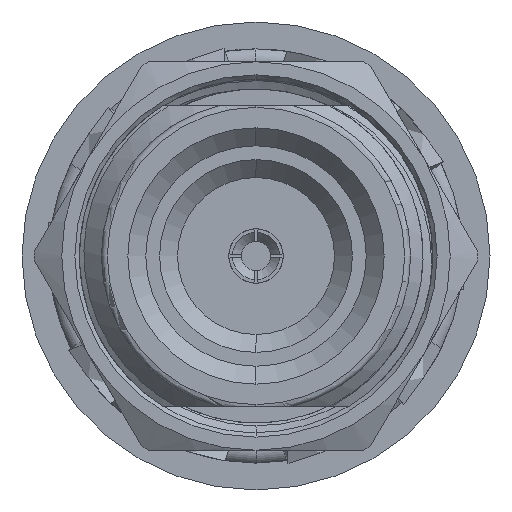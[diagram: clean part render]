
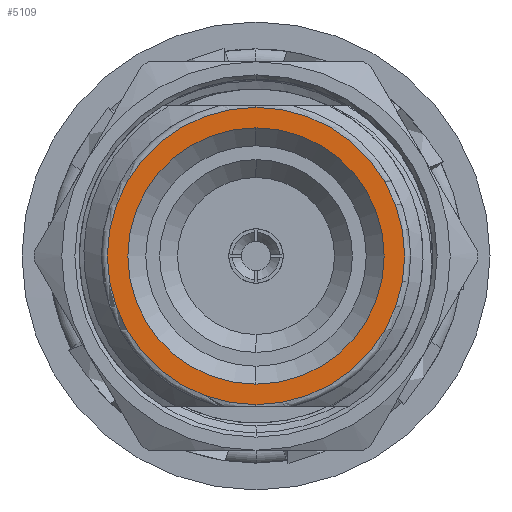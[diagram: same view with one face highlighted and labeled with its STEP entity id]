
A CAD part, left-side view. The second image highlights one B-rep face of the part: STEP entity #5109.
In plain terms, the highlighted planar face has unit normal (-1, 0, 0).
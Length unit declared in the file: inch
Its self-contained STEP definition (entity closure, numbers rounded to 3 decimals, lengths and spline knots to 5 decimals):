
#4001 = VERTEX_POINT ( 'NONE', #78529 ) ;
#5036 = DIRECTION ( 'NONE',  ( 0., 0., 1. ) ) ;
#5109 = ADVANCED_FACE ( 'NONE', ( #83207, #10207 ), #55916, .T. ) ;
#7559 = DIRECTION ( 'NONE',  ( 0., 0., -1. ) ) ;
#10207 = FACE_BOUND ( 'NONE', #31474, .T. ) ;
#11712 = DIRECTION ( 'NONE',  ( 0., 0., -1. ) ) ;
#13406 = AXIS2_PLACEMENT_3D ( 'NONE', #57889, #25435, #95954 ) ;
#14708 = CARTESIAN_POINT ( 'NONE',  ( 0., 0., 0.33144 ) ) ;
#16813 = DIRECTION ( 'NONE',  ( -1., 0., 0. ) ) ;
#17096 = AXIS2_PLACEMENT_3D ( 'NONE', #93991, #94344, #7559 ) ;
#19911 = CARTESIAN_POINT ( 'NONE',  ( 0., 0., 0. ) ) ;
#22389 = CIRCLE ( 'NONE', #13406, 0.2857 ) ;
#24797 = CARTESIAN_POINT ( 'NONE',  ( 0., 0., 0. ) ) ;
#25144 = DIRECTION ( 'NONE',  ( 0., 0., 1. ) ) ;
#25435 = DIRECTION ( 'NONE',  ( 1., 0., 0. ) ) ;
#26928 = EDGE_CURVE ( 'NONE', #50371, #58408, #22389, .T. ) ;
#28595 = DIRECTION ( 'NONE',  ( 1., 0., 0. ) ) ;
#31474 = EDGE_LOOP ( 'NONE', ( #69569, #76960 ) ) ;
#33808 = EDGE_CURVE ( 'NONE', #93160, #4001, #76611, .T. ) ;
#44655 = ORIENTED_EDGE ( 'NONE', *, *, #33808, .F. ) ;
#44707 = EDGE_CURVE ( 'NONE', #4001, #93160, #50429, .T. ) ;
#44786 = EDGE_LOOP ( 'NONE', ( #57791, #44655 ) ) ;
#46043 = AXIS2_PLACEMENT_3D ( 'NONE', #90552, #83282, #11712 ) ;
#48319 = AXIS2_PLACEMENT_3D ( 'NONE', #24797, #16813, #25144 ) ;
#49643 = AXIS2_PLACEMENT_3D ( 'NONE', #19911, #28595, #5036 ) ;
#50371 = VERTEX_POINT ( 'NONE', #85095 ) ;
#50429 = CIRCLE ( 'NONE', #17096, 0.33144 ) ;
#55916 = PLANE ( 'NONE',  #48319 ) ;
#57791 = ORIENTED_EDGE ( 'NONE', *, *, #44707, .F. ) ;
#57889 = CARTESIAN_POINT ( 'NONE',  ( 0., 0., 0. ) ) ;
#58408 = VERTEX_POINT ( 'NONE', #80603 ) ;
#69569 = ORIENTED_EDGE ( 'NONE', *, *, #26928, .T. ) ;
#74671 = CIRCLE ( 'NONE', #49643, 0.2857 ) ;
#76611 = CIRCLE ( 'NONE', #46043, 0.33144 ) ;
#76960 = ORIENTED_EDGE ( 'NONE', *, *, #78611, .T. ) ;
#78529 = CARTESIAN_POINT ( 'NONE',  ( 0., 0., -0.33144 ) ) ;
#78611 = EDGE_CURVE ( 'NONE', #58408, #50371, #74671, .T. ) ;
#80603 = CARTESIAN_POINT ( 'NONE',  ( 0., 0., -0.2857 ) ) ;
#83207 = FACE_OUTER_BOUND ( 'NONE', #44786, .T. ) ;
#83282 = DIRECTION ( 'NONE',  ( 1., 0., 0. ) ) ;
#85095 = CARTESIAN_POINT ( 'NONE',  ( 0., 0., 0.2857 ) ) ;
#90552 = CARTESIAN_POINT ( 'NONE',  ( 0., 0., 0. ) ) ;
#93160 = VERTEX_POINT ( 'NONE', #14708 ) ;
#93991 = CARTESIAN_POINT ( 'NONE',  ( 0., 0., 0. ) ) ;
#94344 = DIRECTION ( 'NONE',  ( 1., 0., 0. ) ) ;
#95954 = DIRECTION ( 'NONE',  ( 0., 0., 1. ) ) ;
